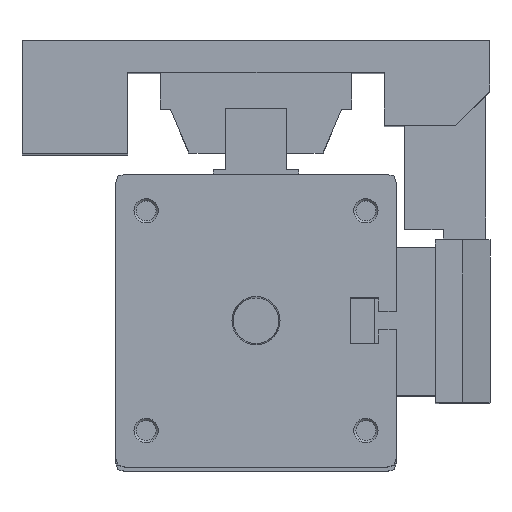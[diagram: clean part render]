
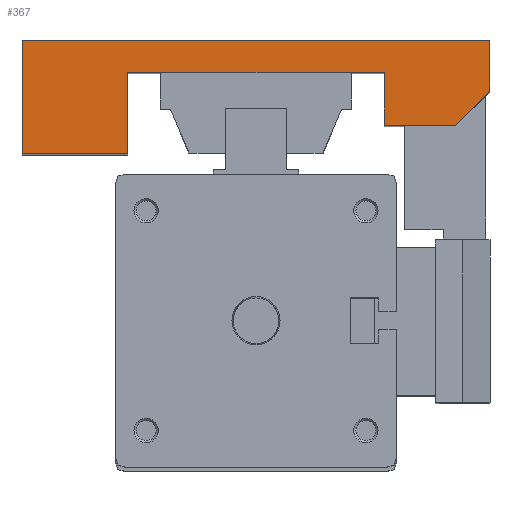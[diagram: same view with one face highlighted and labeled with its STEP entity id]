
A CAD part, top view. The second image highlights one B-rep face of the part: STEP entity #367.
In plain terms, the highlighted planar face has unit normal (0, 0, 1).
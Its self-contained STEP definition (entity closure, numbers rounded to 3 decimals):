
#367 = ADVANCED_FACE( '', ( #874 ), #875, .T. );
#874 = FACE_OUTER_BOUND( '', #1426, .T. );
#875 = PLANE( '', #1427 );
#1426 = EDGE_LOOP( '', ( #2946, #2947, #2948, #2949, #2950, #2951, #2952, #2953, #2954 ) );
#1427 = AXIS2_PLACEMENT_3D( '', #2955, #2956, #2957 );
#2946 = ORIENTED_EDGE( '', *, *, #3624, .T. );
#2947 = ORIENTED_EDGE( '', *, *, #3621, .T. );
#2948 = ORIENTED_EDGE( '', *, *, #3618, .T. );
#2949 = ORIENTED_EDGE( '', *, *, #3615, .T. );
#2950 = ORIENTED_EDGE( '', *, *, #3601, .T. );
#2951 = ORIENTED_EDGE( '', *, *, #3606, .T. );
#2952 = ORIENTED_EDGE( '', *, *, #3720, .T. );
#2953 = ORIENTED_EDGE( '', *, *, #3721, .T. );
#2954 = ORIENTED_EDGE( '', *, *, #3722, .T. );
#2955 = CARTESIAN_POINT( '', ( 0., 0., 95. ) );
#2956 = DIRECTION( '', ( 0., 0., 1. ) );
#2957 = DIRECTION( '', ( 1., 0., 0. ) );
#3601 = EDGE_CURVE( '', #4375, #4373, #4376, .T. );
#3606 = EDGE_CURVE( '', #4373, #4383, #4385, .T. );
#3615 = EDGE_CURVE( '', #4401, #4375, #4402, .T. );
#3618 = EDGE_CURVE( '', #4406, #4401, #4407, .T. );
#3621 = EDGE_CURVE( '', #4411, #4406, #4412, .T. );
#3624 = EDGE_CURVE( '', #4416, #4411, #4417, .T. );
#3720 = EDGE_CURVE( '', #4383, #4577, #4578, .T. );
#3721 = EDGE_CURVE( '', #4577, #4579, #4580, .T. );
#3722 = EDGE_CURVE( '', #4579, #4416, #4581, .T. );
#4373 = VERTEX_POINT( '', #5536 );
#4375 = VERTEX_POINT( '', #5539 );
#4376 = LINE( '', #5540, #5541 );
#4383 = VERTEX_POINT( '', #5551 );
#4385 = LINE( '', #5554, #5555 );
#4401 = VERTEX_POINT( '', #5579 );
#4402 = LINE( '', #5580, #5581 );
#4406 = VERTEX_POINT( '', #5587 );
#4407 = LINE( '', #5588, #5589 );
#4411 = VERTEX_POINT( '', #5595 );
#4412 = LINE( '', #5596, #5597 );
#4416 = VERTEX_POINT( '', #5603 );
#4417 = LINE( '', #5604, #5605 );
#4577 = VERTEX_POINT( '', #5842 );
#4578 = LINE( '', #5843, #5844 );
#4579 = VERTEX_POINT( '', #5845 );
#4580 = LINE( '', #5846, #5847 );
#4581 = LINE( '', #5848, #5849 );
#5536 = CARTESIAN_POINT( '', ( 31.5, 48.1, 95. ) );
#5539 = CARTESIAN_POINT( '', ( 31.5, 61.1, 95. ) );
#5540 = CARTESIAN_POINT( '', ( 31.5, 61.1, 95. ) );
#5541 = VECTOR( '', #6475, 1000. );
#5551 = CARTESIAN_POINT( '', ( 49.1, 48.1, 95. ) );
#5554 = CARTESIAN_POINT( '', ( 31.5, 48.1, 95. ) );
#5555 = VECTOR( '', #6480, 1000. );
#5579 = CARTESIAN_POINT( '', ( -31.5, 61.1, 95. ) );
#5580 = CARTESIAN_POINT( '', ( -31.5, 61.1, 95. ) );
#5581 = VECTOR( '', #6489, 1000. );
#5587 = CARTESIAN_POINT( '', ( -31.5, 41.11, 95. ) );
#5588 = CARTESIAN_POINT( '', ( -31.5, 41.11, 95. ) );
#5589 = VECTOR( '', #6492, 1000. );
#5595 = CARTESIAN_POINT( '', ( -57.5, 41.11, 95. ) );
#5596 = CARTESIAN_POINT( '', ( -57.5, 41.11, 95. ) );
#5597 = VECTOR( '', #6495, 1000. );
#5603 = CARTESIAN_POINT( '', ( -57.5, 69., 95. ) );
#5604 = CARTESIAN_POINT( '', ( -57.5, 69., 95. ) );
#5605 = VECTOR( '', #6498, 1000. );
#5842 = CARTESIAN_POINT( '', ( 57.5, 56.5, 95. ) );
#5843 = CARTESIAN_POINT( '', ( 49.1, 48.1, 95. ) );
#5844 = VECTOR( '', #6630, 1000. );
#5845 = CARTESIAN_POINT( '', ( 57.5, 69., 95. ) );
#5846 = CARTESIAN_POINT( '', ( 57.5, 56.5, 95. ) );
#5847 = VECTOR( '', #6631, 1000. );
#5848 = CARTESIAN_POINT( '', ( 57.5, 69., 95. ) );
#5849 = VECTOR( '', #6632, 1000. );
#6475 = DIRECTION( '', ( 0., -1., 0. ) );
#6480 = DIRECTION( '', ( 1., 0., 0. ) );
#6489 = DIRECTION( '', ( 1., 0., 0. ) );
#6492 = DIRECTION( '', ( 0., 1., 0. ) );
#6495 = DIRECTION( '', ( 1., 0., 0. ) );
#6498 = DIRECTION( '', ( 0., -1., 0. ) );
#6630 = DIRECTION( '', ( 0.707, 0.707, 0. ) );
#6631 = DIRECTION( '', ( 0., 1., 0. ) );
#6632 = DIRECTION( '', ( -1., 0., 0. ) );
